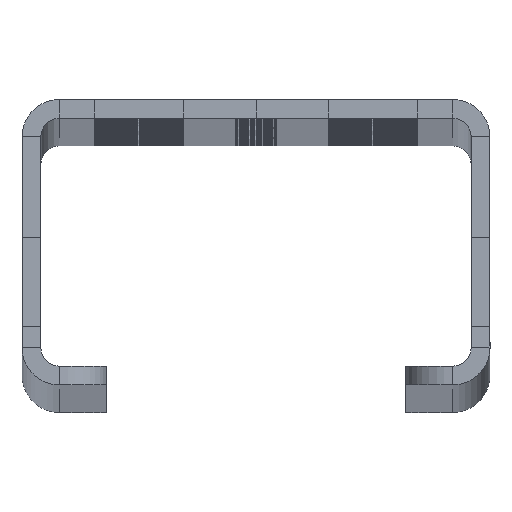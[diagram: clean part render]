
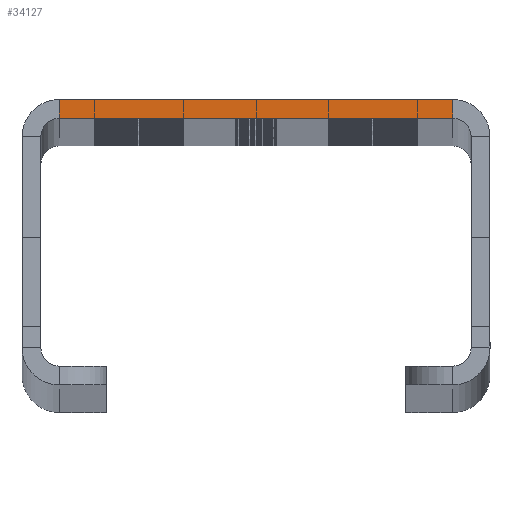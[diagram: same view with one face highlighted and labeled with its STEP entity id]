
A CAD part, top view. The second image highlights one B-rep face of the part: STEP entity #34127.
In plain terms, the highlighted planar face has unit normal (0, 0, 1).
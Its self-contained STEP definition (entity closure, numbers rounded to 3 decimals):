
#476 = CARTESIAN_POINT ( 'NONE',  ( -21., -2., 845.5 ) ) ;
#1785 = CARTESIAN_POINT ( 'NONE',  ( 21., -2., 845.5 ) ) ;
#4034 = VECTOR ( 'NONE', #5557, 1000. ) ;
#5557 = DIRECTION ( 'NONE',  ( 1., 0., 0. ) ) ;
#7164 = CARTESIAN_POINT ( 'NONE',  ( 21., -2., 845.5 ) ) ;
#8086 = VERTEX_POINT ( 'NONE', #7164 ) ;
#8617 = CARTESIAN_POINT ( 'NONE',  ( -21., 0., 845.5 ) ) ;
#11435 = ORIENTED_EDGE ( 'NONE', *, *, #27641, .F. ) ;
#11551 = AXIS2_PLACEMENT_3D ( 'NONE', #25845, #62821, #15582 ) ;
#15582 = DIRECTION ( 'NONE',  ( 1., 0., 0. ) ) ;
#16508 = LINE ( 'NONE', #36699, #4034 ) ;
#16876 = DIRECTION ( 'NONE',  ( 0., 1., 0. ) ) ;
#18789 = EDGE_CURVE ( 'NONE', #64988, #43296, #58676, .T. ) ;
#19161 = EDGE_CURVE ( 'NONE', #64988, #8086, #16508, .T. ) ;
#20733 = CARTESIAN_POINT ( 'NONE',  ( 25., 0., 845.5 ) ) ;
#20991 = VERTEX_POINT ( 'NONE', #44128 ) ;
#22456 = ORIENTED_EDGE ( 'NONE', *, *, #19161, .T. ) ;
#23997 = ORIENTED_EDGE ( 'NONE', *, *, #50143, .T. ) ;
#25845 = CARTESIAN_POINT ( 'NONE',  ( 25., -2., 845.5 ) ) ;
#27027 = VECTOR ( 'NONE', #57703, 1000. ) ;
#27532 = DIRECTION ( 'NONE',  ( 0., 1., 0. ) ) ;
#27641 = EDGE_CURVE ( 'NONE', #43296, #20991, #67269, .T. ) ;
#30974 = FACE_OUTER_BOUND ( 'NONE', #35533, .T. ) ;
#31470 = ORIENTED_EDGE ( 'NONE', *, *, #18789, .F. ) ;
#34127 = ADVANCED_FACE ( 'NONE', ( #30974 ), #57687, .T. ) ;
#35533 = EDGE_LOOP ( 'NONE', ( #31470, #22456, #23997, #11435 ) ) ;
#36699 = CARTESIAN_POINT ( 'NONE',  ( 25., -2., 845.5 ) ) ;
#43296 = VERTEX_POINT ( 'NONE', #8617 ) ;
#44128 = CARTESIAN_POINT ( 'NONE',  ( 21., 0., 845.5 ) ) ;
#50143 = EDGE_CURVE ( 'NONE', #8086, #20991, #58005, .T. ) ;
#52875 = CARTESIAN_POINT ( 'NONE',  ( -21., -2., 845.5 ) ) ;
#57687 = PLANE ( 'NONE',  #11551 ) ;
#57703 = DIRECTION ( 'NONE',  ( 1., 0., 0. ) ) ;
#58005 = LINE ( 'NONE', #1785, #61834 ) ;
#58676 = LINE ( 'NONE', #52875, #59754 ) ;
#59754 = VECTOR ( 'NONE', #27532, 1000. ) ;
#61834 = VECTOR ( 'NONE', #16876, 1000. ) ;
#62821 = DIRECTION ( 'NONE',  ( 0., 0., 1. ) ) ;
#64988 = VERTEX_POINT ( 'NONE', #476 ) ;
#67269 = LINE ( 'NONE', #20733, #27027 ) ;
